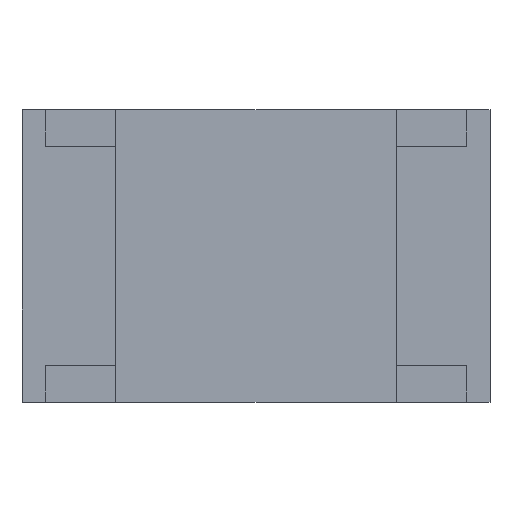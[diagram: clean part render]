
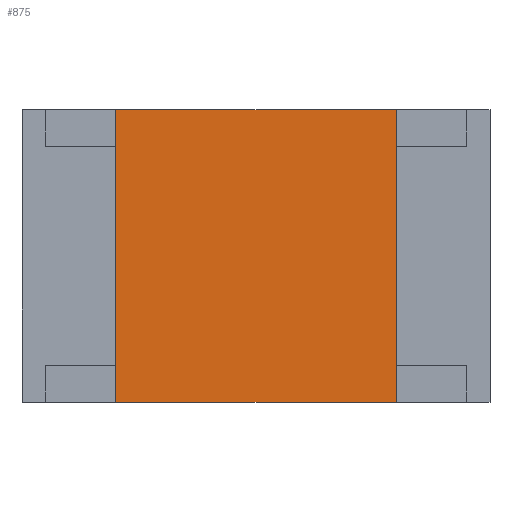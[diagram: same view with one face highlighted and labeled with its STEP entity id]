
A CAD part, top view. The second image highlights one B-rep face of the part: STEP entity #875.
In plain terms, the highlighted planar face has unit normal (0, 0, 1).
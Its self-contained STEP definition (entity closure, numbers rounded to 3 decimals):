
#302=CARTESIAN_POINT('',(-0.4,0.,0.45));
#303=VERTEX_POINT('',#302);
#310=CARTESIAN_POINT('',(-1.6,0.0,0.45));
#311=VERTEX_POINT('',#310);
#312=CARTESIAN_POINT('',(-0.4,0.0,0.45));
#313=DIRECTION('',(-1.0,0.0,0.0));
#314=VECTOR('',#313,1.2);
#315=LINE('',#312,#314);
#316=EDGE_CURVE('',#303,#311,#315,.T.);
#721=CARTESIAN_POINT('',(-1.6,1.25,0.45));
#722=VERTEX_POINT('',#721);
#729=CARTESIAN_POINT('',(-0.4,1.25,0.45));
#730=VERTEX_POINT('',#729);
#731=CARTESIAN_POINT('',(-1.6,1.25,0.45));
#732=DIRECTION('',(1.0,0.0,0.0));
#733=VECTOR('',#732,1.2);
#734=LINE('',#731,#733);
#735=EDGE_CURVE('',#722,#730,#734,.T.);
#816=CARTESIAN_POINT('',(-1.6,1.25,0.45));
#817=DIRECTION('',(0.0,-1.0,0.0));
#818=VECTOR('',#817,1.25);
#819=LINE('',#816,#818);
#820=EDGE_CURVE('',#722,#311,#819,.T.);
#837=CARTESIAN_POINT('',(-0.4,0.,0.45));
#838=DIRECTION('',(0.0,1.0,0.0));
#839=VECTOR('',#838,1.25);
#840=LINE('',#837,#839);
#841=EDGE_CURVE('',#303,#730,#840,.T.);
#864=CARTESIAN_POINT('',(-1.,0.625,0.45));
#865=DIRECTION('',(0.0,0.0,1.0));
#866=DIRECTION('',(1.0,0.0,0.0));
#867=AXIS2_PLACEMENT_3D('',#864,#865,#866);
#868=PLANE('',#867);
#869=ORIENTED_EDGE('',*,*,#820,.T.);
#870=ORIENTED_EDGE('',*,*,#316,.F.);
#871=ORIENTED_EDGE('',*,*,#841,.T.);
#872=ORIENTED_EDGE('',*,*,#735,.F.);
#873=EDGE_LOOP('',(#869,#870,#871,#872));
#874=FACE_OUTER_BOUND('',#873,.T.);
#875=ADVANCED_FACE('',(#874),#868,.T.);
